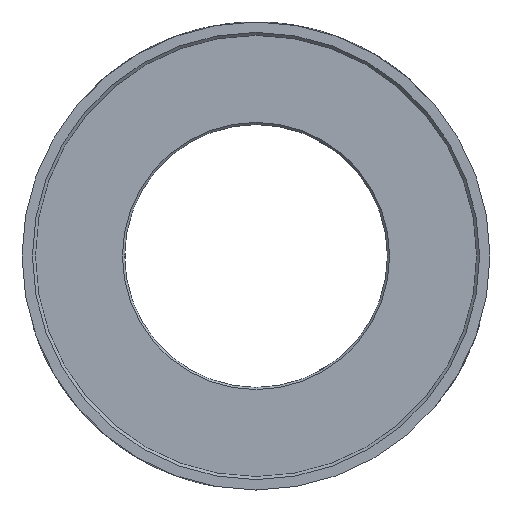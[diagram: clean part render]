
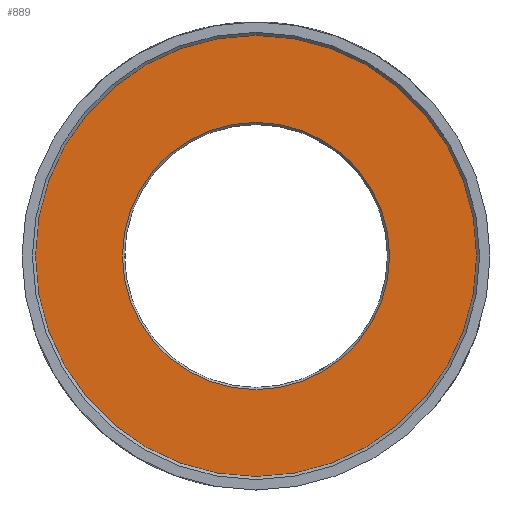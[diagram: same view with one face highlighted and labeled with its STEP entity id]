
A CAD part, left-side view. The second image highlights one B-rep face of the part: STEP entity #889.
In plain terms, the highlighted planar face has unit normal (-1, 0, 0).
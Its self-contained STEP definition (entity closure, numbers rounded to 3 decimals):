
#700=FACE_BOUND('',#1136,.T.);
#701=FACE_BOUND('',#1137,.T.);
#848=CIRCLE('',#3614,18.55);
#849=CIRCLE('',#3616,31.05);
#889=ADVANCED_FACE('',(#700,#701),#1008,.T.);
#1008=PLANE('',#3617);
#1136=EDGE_LOOP('',(#1411));
#1137=EDGE_LOOP('',(#1412));
#1411=ORIENTED_EDGE('',*,*,#3002,.F.);
#1412=ORIENTED_EDGE('',*,*,#3003,.T.);
#2471=VERTEX_POINT('',#4548);
#2472=VERTEX_POINT('',#4551);
#3002=EDGE_CURVE('',#2471,#2471,#848,.T.);
#3003=EDGE_CURVE('',#2472,#2472,#849,.T.);
#3614=AXIS2_PLACEMENT_3D('',#4547,#3854,#3855);
#3616=AXIS2_PLACEMENT_3D('',#4550,#3858,#3859);
#3617=AXIS2_PLACEMENT_3D('',#4552,#3860,#3861);
#3854=DIRECTION('',(-1.,0.,0.));
#3855=DIRECTION('',(0.,1.,0.));
#3858=DIRECTION('',(-1.,0.,0.));
#3859=DIRECTION('',(0.,1.,0.));
#3860=DIRECTION('',(-1.,0.,0.));
#3861=DIRECTION('',(0.,1.,0.));
#4547=CARTESIAN_POINT('',(4.,0.,0.));
#4548=CARTESIAN_POINT('',(4.,18.55,0.));
#4550=CARTESIAN_POINT('',(4.,0.,0.));
#4551=CARTESIAN_POINT('',(4.,31.05,0.));
#4552=CARTESIAN_POINT('',(4.,-34.155,34.155));
